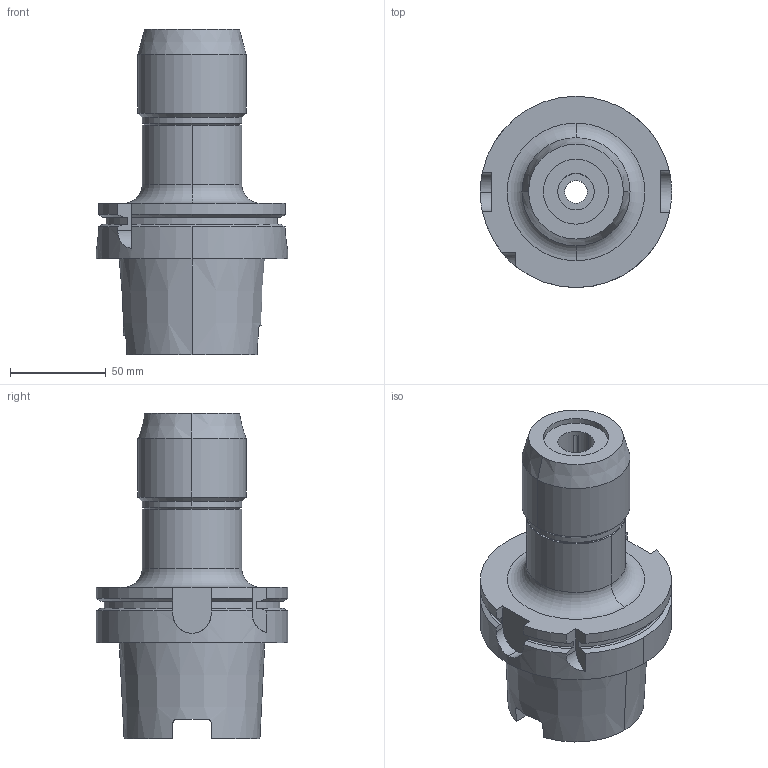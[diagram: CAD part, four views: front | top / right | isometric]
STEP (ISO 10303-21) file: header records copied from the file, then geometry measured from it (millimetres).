
FILE_DESCRIPTION (( 'STEP AP203' ), '1' );
FILE_NAME ('STP-33252G.STEP', '2018-02-24T05:37:00', ( '' ), ( '' ), 'SwSTEP 2.0', 'SolidWorks 2015', '' );
FILE_SCHEMA (( 'CONFIG_CONTROL_DESIGN' ));
Length unit declared in the file: millimetre
Products named in the file (1): STP-33252G
Bounding box: 100 x 100 x 170 mm (x, y, z)
Volume: 438616.2 mm3; surface area: 71128.1 mm2
Topology: 1 solids, 1 shells, 105 faces, 267 edges, 171 vertices
Faces by surface type: cylinder 46, plane 35, cone 18, torus 6
Entity records: 3522 total; most frequent: CARTESIAN_POINT 842, DIRECTION 577, ORIENTED_EDGE 534, EDGE_CURVE 267, AXIS2_PLACEMENT_3D 232, VERTEX_POINT 171, CIRCLE 126, EDGE_LOOP 114
